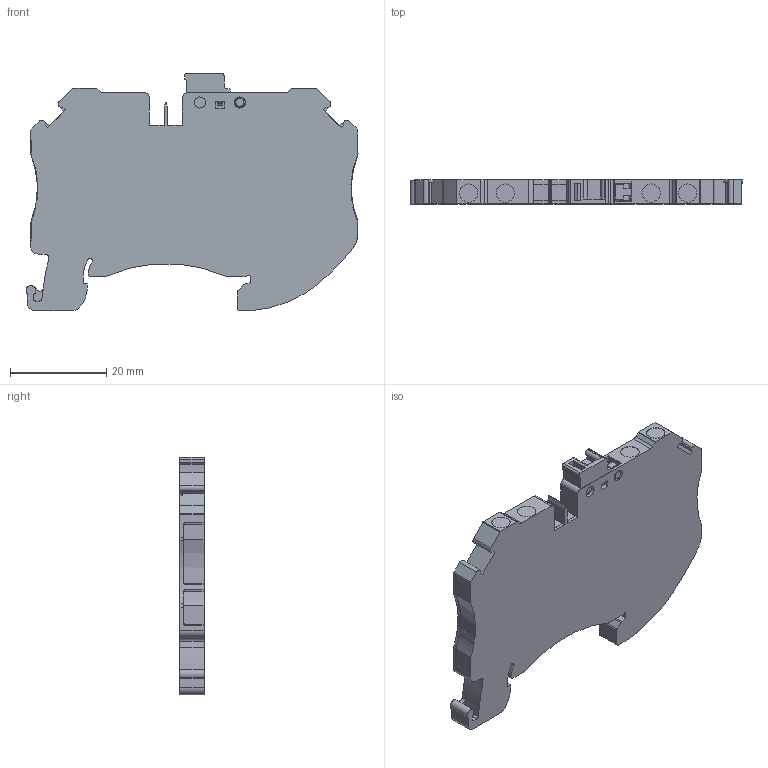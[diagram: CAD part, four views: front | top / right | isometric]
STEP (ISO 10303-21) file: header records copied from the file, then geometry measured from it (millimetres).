
FILE_DESCRIPTION(/* description */ ('Unknown'),/* implementation_level */ '2;1');
FILE_NAME(/* name */ 'TQK2.5-2X2 SOLID',/* time_stamp */ '2021-04-05T17:03:09+06:00',/* author */ ('Unknown'),/* organization */ ('Unknown'),/* preprocessor_version */ 'ST-DEVELOPER v16.7',/* originating_system */ 'DEX',/* authorisation */ $);
FILE_SCHEMA (('AUTOMOTIVE_DESIGN {1 0 10303 214 3 1 1}'));
Length unit declared in the file: millimetre
Products named in the file (1): TQK2.5-2X2 SOLID
Bounding box: 68.99 x 5 x 49.3 mm (x, y, z)
Volume: 12689.5 mm3; surface area: 6923.2 mm2
Topology: 1 solids, 1 shells, 331 faces, 984 edges, 648 vertices
Faces by surface type: plane 200, cylinder 121, torus 8, cone 2
Full cylindrical faces by diameter (mm): 2 x1, 2.3 x4, 3.8 x4
Entity records: 13389 total; most frequent: CARTESIAN_POINT 1996, ORIENTED_EDGE 1932, DIRECTION 1881, EDGE_CURVE 966, LINE 683, VECTOR 683, VERTEX_POINT 642, AXIS2_PLACEMENT_3D 599
